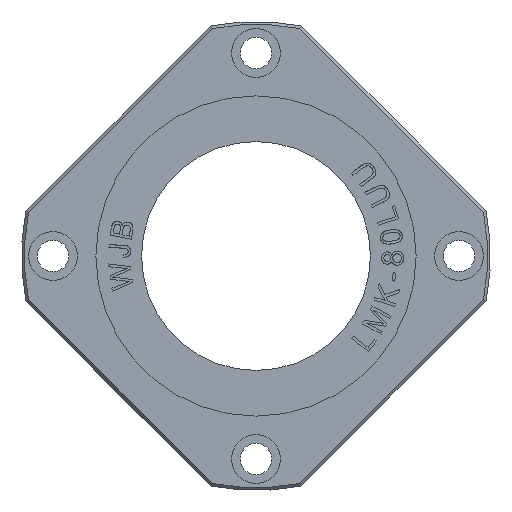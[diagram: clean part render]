
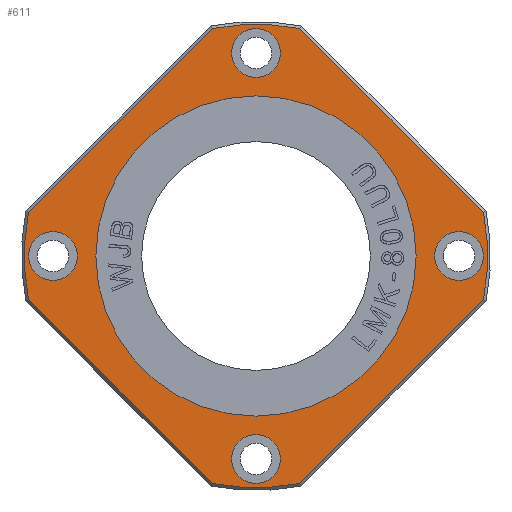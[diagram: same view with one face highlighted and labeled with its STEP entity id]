
A CAD part, left-side view. The second image highlights one B-rep face of the part: STEP entity #611.
In plain terms, the highlighted planar face has unit normal (-1, 0, 0).
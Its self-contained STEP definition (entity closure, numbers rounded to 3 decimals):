
#611=ADVANCED_FACE('',(#1324,#1325,#1326,#1327,#1328,#1329),#972,.T.);
#972=PLANE('',#6690);
#1232=CIRCLE('',#6674,81.);
#1233=CIRCLE('',#6676,81.);
#1235=CIRCLE('',#6679,81.);
#1238=CIRCLE('',#6684,81.);
#1239=CIRCLE('',#6685,56.);
#1240=CIRCLE('',#6686,8.5);
#1241=CIRCLE('',#6687,8.5);
#1242=CIRCLE('',#6688,8.5);
#1243=CIRCLE('',#6689,8.5);
#1324=FACE_BOUND('',#1447,.T.);
#1325=FACE_BOUND('',#1448,.T.);
#1326=FACE_BOUND('',#1449,.T.);
#1327=FACE_BOUND('',#1450,.T.);
#1328=FACE_BOUND('',#1451,.T.);
#1329=FACE_BOUND('',#1452,.T.);
#1447=EDGE_LOOP('',(#2557,#2558,#2559,#2560,#2561,#2562,#2563,#2564));
#1448=EDGE_LOOP('',(#2565));
#1449=EDGE_LOOP('',(#2566));
#1450=EDGE_LOOP('',(#2567));
#1451=EDGE_LOOP('',(#2568));
#1452=EDGE_LOOP('',(#2569));
#2557=ORIENTED_EDGE('',*,*,#4948,.T.);
#2558=ORIENTED_EDGE('',*,*,#4959,.T.);
#2559=ORIENTED_EDGE('',*,*,#4960,.T.);
#2560=ORIENTED_EDGE('',*,*,#4961,.T.);
#2561=ORIENTED_EDGE('',*,*,#4955,.T.);
#2562=ORIENTED_EDGE('',*,*,#4962,.T.);
#2563=ORIENTED_EDGE('',*,*,#4951,.T.);
#2564=ORIENTED_EDGE('',*,*,#4963,.T.);
#2565=ORIENTED_EDGE('',*,*,#4964,.T.);
#2566=ORIENTED_EDGE('',*,*,#4965,.F.);
#2567=ORIENTED_EDGE('',*,*,#4966,.F.);
#2568=ORIENTED_EDGE('',*,*,#4967,.F.);
#2569=ORIENTED_EDGE('',*,*,#4968,.F.);
#4341=VERTEX_POINT('',#9669);
#4342=VERTEX_POINT('',#9671);
#4343=VERTEX_POINT('',#9681);
#4344=VERTEX_POINT('',#9683);
#4347=VERTEX_POINT('',#9696);
#4348=VERTEX_POINT('',#9698);
#4351=VERTEX_POINT('',#9710);
#4352=VERTEX_POINT('',#9712);
#4353=VERTEX_POINT('',#9717);
#4354=VERTEX_POINT('',#9719);
#4355=VERTEX_POINT('',#9721);
#4356=VERTEX_POINT('',#9723);
#4357=VERTEX_POINT('',#9725);
#4948=EDGE_CURVE('',#4342,#4341,#1232,.T.);
#4951=EDGE_CURVE('',#4344,#4343,#1233,.T.);
#4955=EDGE_CURVE('',#4348,#4347,#1235,.T.);
#4959=EDGE_CURVE('',#4341,#4351,#5729,.T.);
#4960=EDGE_CURVE('',#4351,#4352,#1238,.T.);
#4961=EDGE_CURVE('',#4352,#4348,#5730,.T.);
#4962=EDGE_CURVE('',#4347,#4344,#5731,.T.);
#4963=EDGE_CURVE('',#4343,#4342,#5732,.T.);
#4964=EDGE_CURVE('',#4353,#4353,#1239,.T.);
#4965=EDGE_CURVE('',#4354,#4354,#1240,.T.);
#4966=EDGE_CURVE('',#4355,#4355,#1241,.T.);
#4967=EDGE_CURVE('',#4356,#4356,#1242,.T.);
#4968=EDGE_CURVE('',#4357,#4357,#1243,.T.);
#5729=LINE('',#9709,#6198);
#5730=LINE('',#9713,#6199);
#5731=LINE('',#9714,#6200);
#5732=LINE('',#9715,#6201);
#6198=VECTOR('',#7269,1.);
#6199=VECTOR('',#7272,1.);
#6200=VECTOR('',#7273,1.);
#6201=VECTOR('',#7274,1.);
#6674=AXIS2_PLACEMENT_3D('',#9670,#7249,#7250);
#6676=AXIS2_PLACEMENT_3D('',#9682,#7253,#7254);
#6679=AXIS2_PLACEMENT_3D('',#9697,#7259,#7260);
#6684=AXIS2_PLACEMENT_3D('',#9711,#7270,#7271);
#6685=AXIS2_PLACEMENT_3D('',#9716,#7275,#7276);
#6686=AXIS2_PLACEMENT_3D('',#9718,#7277,#7278);
#6687=AXIS2_PLACEMENT_3D('',#9720,#7279,#7280);
#6688=AXIS2_PLACEMENT_3D('',#9722,#7281,#7282);
#6689=AXIS2_PLACEMENT_3D('',#9724,#7283,#7284);
#6690=AXIS2_PLACEMENT_3D('',#9726,#7285,#7286);
#7249=DIRECTION('',(-1.,0.,0.));
#7250=DIRECTION('',(0.,0.,1.));
#7253=DIRECTION('',(-1.,0.,0.));
#7254=DIRECTION('',(0.,0.,1.));
#7259=DIRECTION('',(-1.,0.,0.));
#7260=DIRECTION('',(0.,0.,1.));
#7269=DIRECTION('',(0.,0.707,0.707));
#7270=DIRECTION('',(-1.,0.,0.));
#7271=DIRECTION('',(0.,0.,1.));
#7272=DIRECTION('',(0.,0.707,-0.707));
#7273=DIRECTION('',(0.,-0.707,-0.707));
#7274=DIRECTION('',(0.,-0.707,0.707));
#7275=DIRECTION('',(1.,0.,0.));
#7276=DIRECTION('',(0.,0.,1.));
#7277=DIRECTION('',(-1.,0.,0.));
#7278=DIRECTION('',(0.,0.,1.));
#7279=DIRECTION('',(-1.,0.,0.));
#7280=DIRECTION('',(0.,0.,1.));
#7281=DIRECTION('',(-1.,0.,0.));
#7282=DIRECTION('',(0.,0.,1.));
#7283=DIRECTION('',(-1.,0.,0.));
#7284=DIRECTION('',(0.,0.,1.));
#7285=DIRECTION('',(-1.,0.,0.));
#7286=DIRECTION('',(0.,0.,1.));
#9669=CARTESIAN_POINT('',(0.,-79.557,15.219));
#9670=CARTESIAN_POINT('',(0.,0.,0.));
#9671=CARTESIAN_POINT('',(0.,-79.563,-15.189));
#9681=CARTESIAN_POINT('',(0.,-15.189,-79.563));
#9682=CARTESIAN_POINT('',(0.,0.,0.));
#9683=CARTESIAN_POINT('',(0.,15.219,-79.557));
#9696=CARTESIAN_POINT('',(0.,79.557,-15.219));
#9697=CARTESIAN_POINT('',(0.,0.,0.));
#9698=CARTESIAN_POINT('',(0.,79.563,15.189));
#9709=CARTESIAN_POINT('',(0.,-114.048,-19.272));
#9710=CARTESIAN_POINT('',(0.,-15.219,79.557));
#9711=CARTESIAN_POINT('',(0.,0.,0.));
#9712=CARTESIAN_POINT('',(0.,15.189,79.563));
#9713=CARTESIAN_POINT('',(0.,46.716,48.036));
#9714=CARTESIAN_POINT('',(0.,-19.272,-114.048));
#9715=CARTESIAN_POINT('',(0.,-48.036,-46.716));
#9716=CARTESIAN_POINT('',(0.,0.,0.));
#9717=CARTESIAN_POINT('',(0.,0.,56.));
#9718=CARTESIAN_POINT('',(0.,71.,0.));
#9719=CARTESIAN_POINT('',(0.,71.,8.5));
#9720=CARTESIAN_POINT('',(0.,-71.,0.));
#9721=CARTESIAN_POINT('',(0.,-71.,8.5));
#9722=CARTESIAN_POINT('',(0.,0.,71.));
#9723=CARTESIAN_POINT('',(0.,0.,79.5));
#9724=CARTESIAN_POINT('',(0.,0.,-71.));
#9725=CARTESIAN_POINT('',(0.,0.,-62.5));
#9726=CARTESIAN_POINT('',(0.,-67.32,-66.));
